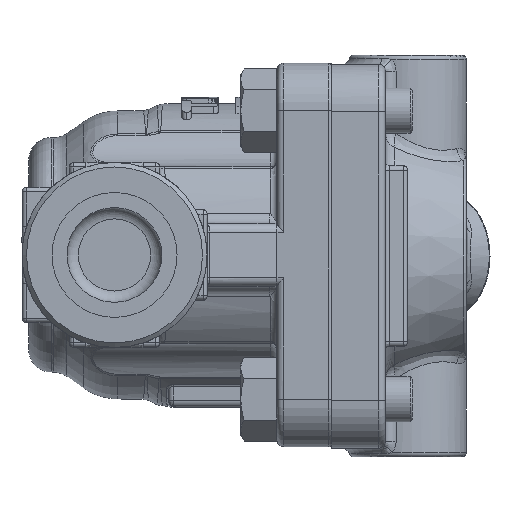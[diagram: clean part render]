
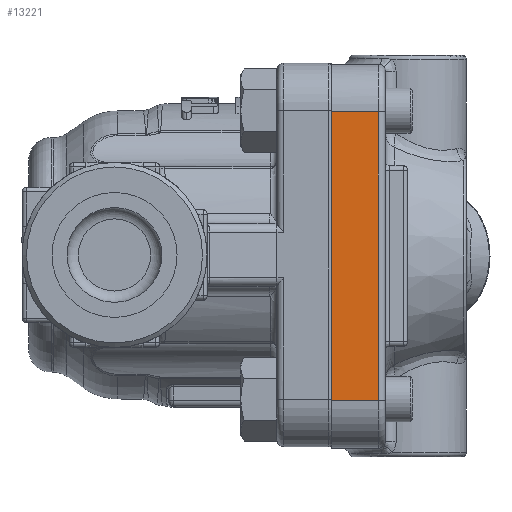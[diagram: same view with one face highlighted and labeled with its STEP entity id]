
A CAD part, left-side view. The second image highlights one B-rep face of the part: STEP entity #13221.
In plain terms, the highlighted planar face has unit normal (-1, 0, 0).
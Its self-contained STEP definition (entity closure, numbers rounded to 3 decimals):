
#1909=FACE_OUTER_BOUND('',#2754,.T.);
#2754=EDGE_LOOP('',(#11742,#11743,#11744,#11745));
#3987=LINE('',#26826,#4722);
#4213=LINE('',#29506,#4948);
#4214=LINE('',#29510,#4949);
#4215=LINE('',#29512,#4950);
#4722=VECTOR('',#17045,10.);
#4948=VECTOR('',#17833,10.);
#4949=VECTOR('',#17840,10.);
#4950=VECTOR('',#17843,10.);
#5848=VERTEX_POINT('',#26823);
#5849=VERTEX_POINT('',#26825);
#6122=VERTEX_POINT('',#29500);
#6123=VERTEX_POINT('',#29504);
#7572=EDGE_CURVE('',#5848,#5849,#3987,.T.);
#8026=EDGE_CURVE('',#6122,#6123,#4213,.T.);
#8028=EDGE_CURVE('',#6123,#5848,#4214,.T.);
#8029=EDGE_CURVE('',#5849,#6122,#4215,.T.);
#11742=ORIENTED_EDGE('',*,*,#8026,.F.);
#11743=ORIENTED_EDGE('',*,*,#8029,.F.);
#11744=ORIENTED_EDGE('',*,*,#7572,.F.);
#11745=ORIENTED_EDGE('',*,*,#8028,.F.);
#12466=PLANE('',#14571);
#13221=ADVANCED_FACE('',(#1909),#12466,.T.);
#14571=AXIS2_PLACEMENT_3D('',#29511,#17841,#17842);
#17045=DIRECTION('',(0.,0.,1.));
#17833=DIRECTION('',(0.,0.,-1.));
#17840=DIRECTION('',(0.,1.,0.));
#17841=DIRECTION('center_axis',(-1.,0.,0.));
#17842=DIRECTION('ref_axis',(0.,0.,-1.));
#17843=DIRECTION('',(0.,-1.,0.));
#26823=CARTESIAN_POINT('',(-49.096,-27.666,-32.249));
#26825=CARTESIAN_POINT('',(-49.096,-27.666,31.751));
#26826=CARTESIAN_POINT('',(-49.096,-27.666,-42.749));
#29500=CARTESIAN_POINT('',(-49.096,-38.166,31.751));
#29504=CARTESIAN_POINT('',(-49.096,-38.166,-32.249));
#29506=CARTESIAN_POINT('',(-49.096,-38.166,21.001));
#29510=CARTESIAN_POINT('',(-49.096,-27.666,-32.249));
#29511=CARTESIAN_POINT('Origin',(-49.096,-27.666,42.251));
#29512=CARTESIAN_POINT('',(-49.096,-27.666,31.751));
